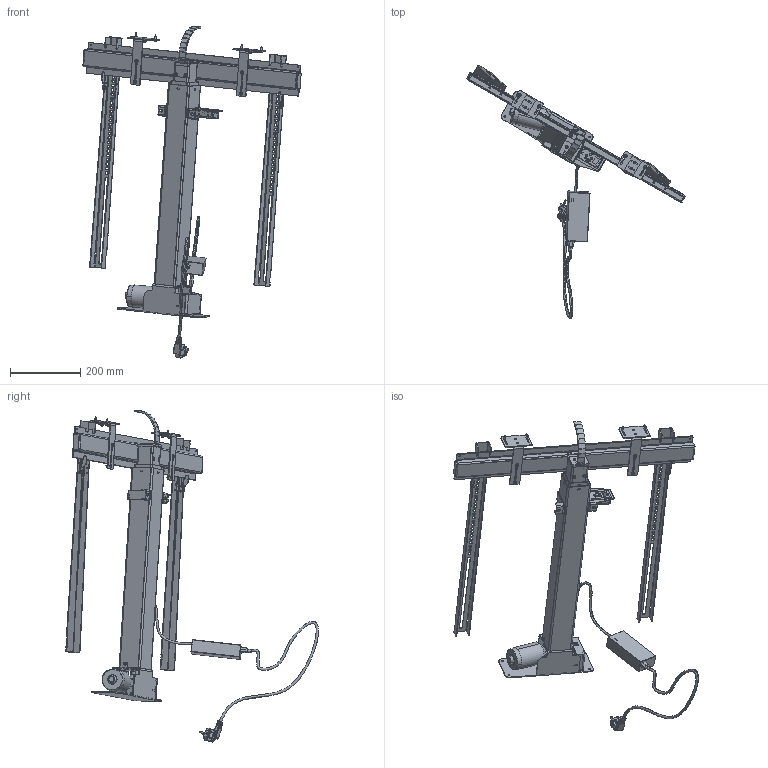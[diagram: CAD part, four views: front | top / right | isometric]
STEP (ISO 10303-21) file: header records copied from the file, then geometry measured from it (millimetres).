
FILE_DESCRIPTION (( 'STEP AP214' ), '1' );
FILE_NAME ('E2.00.00 Podnoœnik K2 ECO uproszczony.STEP', '2026-01-12T07:48:56', ( '' ), ( '' ), 'SwSTEP 2.0', 'SolidWorks 2023', '' );
FILE_SCHEMA (( 'AUTOMOTIVE_DESIGN' ));
Length unit declared in the file: millimetre
Products named in the file (49): PK.02.02 Nakładka filcowa_1; ISO 15977 4x12 St_St_2; CBM-K; K2.01.02.03 Profil wewnętrzny; E2.03.00 Profil Zewnętrzny ECO; ISO 15977-4,8-08-ST_ST; ISO 15977-4-08-ST_ST; PK.01.03 Blokada zawiesia_2; zasilaczzlozenie; E2.02.00 Uchwyt Telewizora_Standard; Część1; PK.09.01.02 Podstawa; KE.02.01 Uchwyt Teleskopu_Blacha; K2.01.02 Zespół Teleskopu K2 ECO; ISO 7380 - M6 x 35_1; KE.09.00 Zespół Podstawy K; E2.01.01 Zespół Napędowy K2; CBM-K.01; PK.01.04 Wkładka nośna_1; FH-M4-12-ST; PK.10.01 Belka pozioma_B3M_2,3,5; RL.02.01 uchwyt Klapy 2; ISO 7045 H M4 x 8 - 4.8 - H_2; KE.02.00 Uchwyt teleskopu_2; CBM-K.02; ISO 4762 M5 x 16_3; CBM-S.01; PK.01.02 Zabierak wieka_1; ISO 7380-M6-10-OC; E2.01.00 Moduł Napędu; PK.01.02 Zabierak wieka_1_TEST_2z2; KE.09.01.01 Płytka silnika; plug corded; ISO 10642 M5 x  8_1; RL.02.00 Uchwyt klapy 2 zlozenie; K2.02.02 Belka Pionowa; RL.03.00 Uchwyt Klapy k_rot; PK.06.00 Zaczep Nośny Linki; PK.10.00 Moduł Belki Nośnej; Lid Bracket ...
Assembly tree (67 placements, depth 5):
  E2.00.00 Podnośnik K2 ECO uproszczony
    E2.01.00 Moduł Napędu
      E2.01.01 Zespół Napędowy K2
        KE.09.00 Zespół Podstawy K
          KE.09.01.01 Płytka silnika
          PK.09.01.02 Podstawa
          SILNIK 107.692_FCEE_4
      PK.01.04 Wkładka nośna_1
      PK.01.02 Zabierak wieka_1
      ISO 15977-4-08-ST_ST  x2
      ISO 15977 4x12 St_St_2  x2
      ISO 10642 M5 x  8_1  x2
      ISO 4762 M5 x 16_3  x2
      K2.01.02 Zespół Teleskopu K2 ECO
        E2.03.00 Profil Zewnętrzny ECO
        K2.01.02.02 Profil pośredni
        K2.01.02.03 Profil wewnętrzny
      PK.06.00 Zaczep Nośny Linki
      ISO 15977-4,8-08-ST_ST  x2
    ISO 7380 - M6 x 35_1  x2
    ISO 7380-M6-10-OC  x2
    KE.02.00 Uchwyt teleskopu_2
      KE.02.01 Uchwyt Teleskopu_Blacha
      PK.02.02 Nakładka filcowa_1
    E2.02.00 Uchwyt Telewizora_Standard
      PK.10.00 Moduł Belki Nośnej
        PK.10.01 Belka pozioma_B3M_2,3,5
        PK.10.02 Nakładka Belki
        PK.01.01 Tulejka Belki  x2
      K2.02.02 Belka Pionowa  x2
      PK.01.03 Blokada zawiesia_2  x2
      ISO 7045 H M4 x 8 - 4.8 - H_2  x4
    PK.01.02 Zabierak wieka_1_TEST_2z2
    CBM-S
      CBM-S.01
      CBM-S.02
    CBM-K
      CBM-K.01
      CBM-K.02
    zasilaczzlozenie
      Część1
      plug corded
    Lid Bracket  x2
      RL.03.00 Uchwyt Klapy k_rot
      RL.02.00 Uchwyt klapy 2 zlozenie
        RL.02.01 uchwyt Klapy 2
        FH-M4-12-ST  x2
      DIN 968 4,2x16 OC czarny (z podkładką)
      DIN 6923-M4-OC
Bounding box: 622.53 x 721.96 x 946.95 mm (x, y, z)
Volume: 2406701.5 mm3; surface area: 1682107.4 mm2
Topology: 64 solids, 64 shells, 3580 faces, 9264 edges, 5835 vertices
Faces by surface type: plane 1911, cylinder 1146, cone 245, bspline 220, torus 58
Entity records: 86446 total; most frequent: CARTESIAN_POINT 21330, ORIENTED_EDGE 13386, DIRECTION 13020, EDGE_CURVE 6693, AXIS2_PLACEMENT_3D 4406, VERTEX_POINT 4231, LINE 4208, VECTOR 4208
